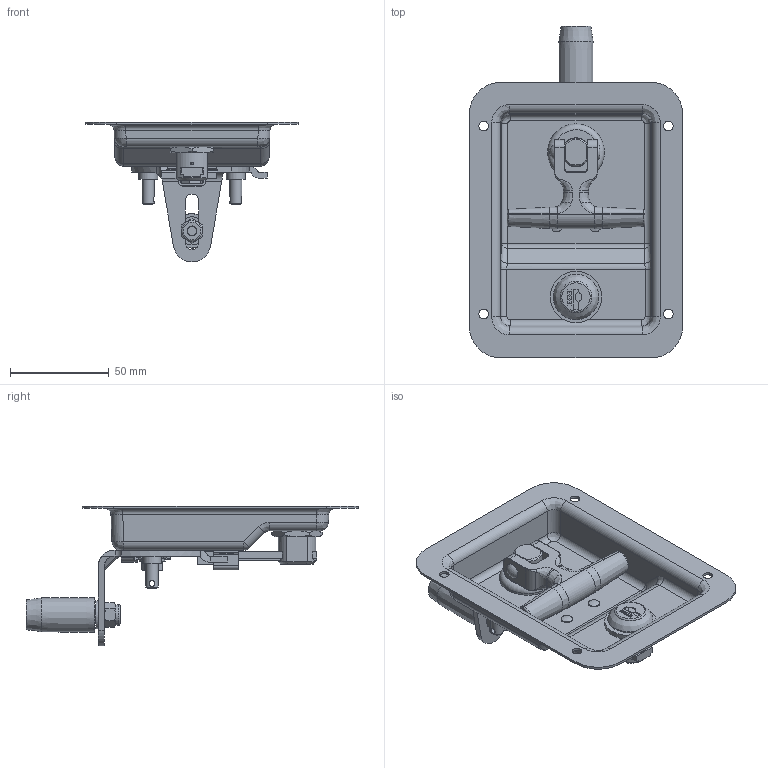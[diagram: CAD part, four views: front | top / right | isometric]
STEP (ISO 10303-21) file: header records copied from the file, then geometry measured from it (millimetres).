
FILE_DESCRIPTION((''),'2;1');
FILE_NAME('3-6905-50SS.stp','2013-03-15T14:14:07',('fredp'),(''),'Autodesk Inventor 2013','Autodesk Inventor 2013','');
FILE_SCHEMA(('AUTOMOTIVE_DESIGN { 1 0 10303 214 1 1 1 1 }'));
Length unit declared in the file: inch
Products named in the file (1): 3-6905-50SS
Bounding box: 107.95 x 168.29 x 70.86 mm (x, y, z)
Volume: 72548.9 mm3; surface area: 73191.3 mm2
Topology: 22 solids, 22 shells, 936 faces, 2343 edges, 1468 vertices
Faces by surface type: plane 444, cylinder 200, bspline 180, cone 49, torus 43, sphere 19, revolution 1
Full cylindrical faces by diameter (mm): 1.372 x1, 2.921 x2, 3.124 x2, 3.203 x1, 3.366 x2, 3.454 x1, 4.699 x1, 4.763 x1, 4.877 x5, 4.94 x2, 4.978 x1, 5.664 x2, 5.791 x1, 6.096 x2, 6.147 x2, 6.35 x4, 7.341 x1, 7.62 x1, 7.861 x1, 8.331 x1, 9.652 x2, 10.43 x1, 10.884 x1, 11.557 x1, 13.208 x1, 14.275 x1, 14.351 x1, 14.681 x2, 15.875 x1, 17.907 x1
Entity records: 32639 total; most frequent: CARTESIAN_POINT 11054, ORIENTED_EDGE 4430, DIRECTION 3902, EDGE_CURVE 2215, VERTEX_POINT 1447, AXIS2_PLACEMENT_3D 1335, VECTOR 1231, LINE 1231
